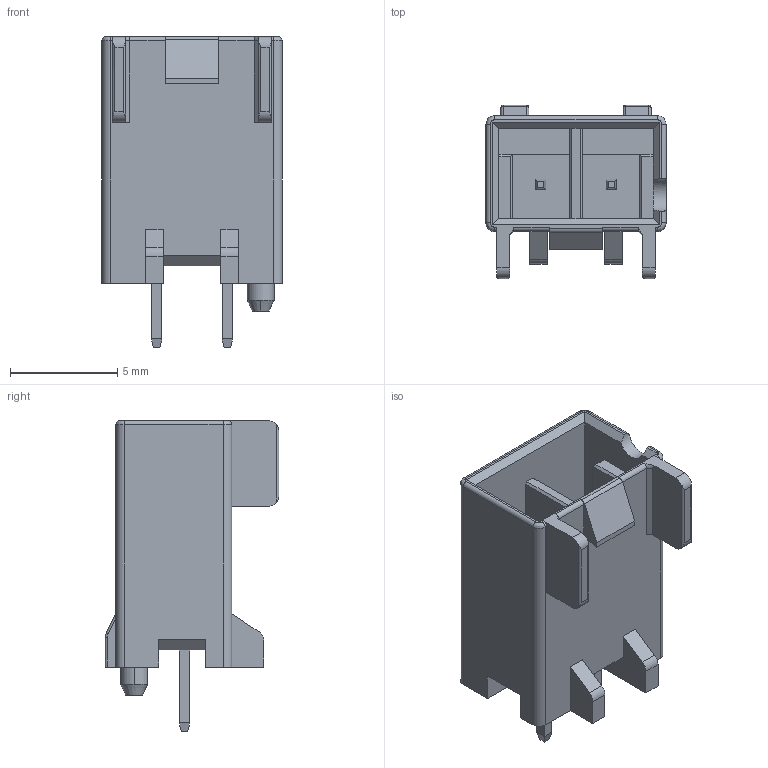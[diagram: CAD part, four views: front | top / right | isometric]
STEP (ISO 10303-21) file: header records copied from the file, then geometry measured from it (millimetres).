
FILE_DESCRIPTION(('FreeCAD Model'),'2;1');
FILE_NAME('Hirose_DF33C_2P-3.3DSA.step', '2016-11-08T20:44:46',('Author'),(''), 'Open CASCADE STEP processor 6.9','FreeCAD','Unknown');
FILE_SCHEMA(('AUTOMOTIVE_DESIGN { 1 0 10303 214 1 1 1 1 }'));
Length unit declared in the file: millimetre
Products named in the file (2): ASSEMBLY; DF33C-2P-3.3DSA
Assembly tree (1 placements, depth 2):
  ASSEMBLY
    DF33C-2P-3.3DSA
Bounding box: 8.4 x 8.1 x 14.5 mm (x, y, z)
Volume: 291.9 mm3; surface area: 757.7 mm2
Topology: 1 solids, 1 shells, 164 faces, 430 edges, 273 vertices
Faces by surface type: plane 116, cylinder 36, torus 5, cone 4, revolution 3
Entity records: 13278 total; most frequent: CARTESIAN_POINT 4588, DIRECTION 1617, LINE 1118, VECTOR 1118, ORIENTED_EDGE 860, PCURVE 860, DEFINITIONAL_REPRESENTATION 860, EDGE_CURVE 430
